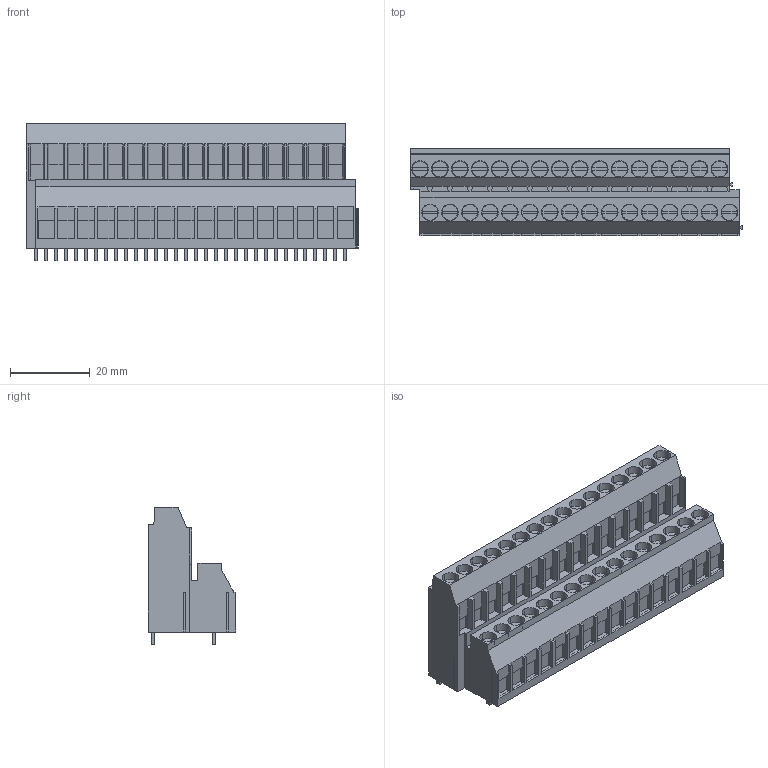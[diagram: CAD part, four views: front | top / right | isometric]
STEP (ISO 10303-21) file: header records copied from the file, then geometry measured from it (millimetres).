
FILE_DESCRIPTION(('CATIA V5 STEP','CAx-IF Rec.Pracs.--- Model Styling and Organization---1.4--- 2014-01-23'),'2;1');
FILE_NAME ('D1460968_1', '2024-03-18T13:07:28+00:00', ('none'), ('Weidmueller'), 'CATIA Version 5-6 Release 2016 SP3 HF44', 'CATIA V5 STEP AP214', 'none');
FILE_SCHEMA(('AUTOMOTIVE_DESIGN { 1 0 10303 214 1 1 1 1 }'));
Length unit declared in the file: millimetre
Products named in the file (1): 1977390000
Bounding box: 83.15 x 21.94 x 34.47 mm (x, y, z)
Volume: 33790.8 mm3; surface area: 16574.9 mm2
Topology: 65 solids, 65 shells, 1774 faces, 5102 edges, 3491 vertices
Faces by surface type: plane 1646, cylinder 128
Entity records: 52958 total; most frequent: ORIENTED_EDGE 10204, CARTESIAN_POINT 10149, DIRECTION 6644, EDGE_CURVE 5102, VECTOR 4518, LINE 4518, VERTEX_POINT 3491, EDGE_LOOP 1807
